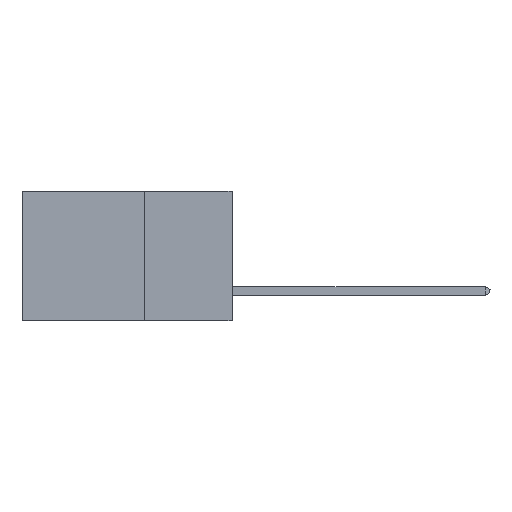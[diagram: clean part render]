
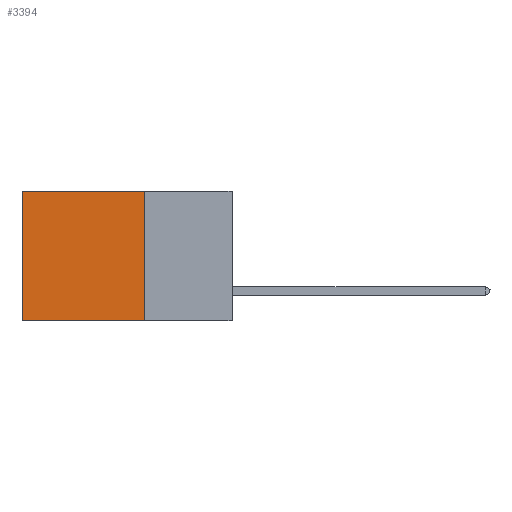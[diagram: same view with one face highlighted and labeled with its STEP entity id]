
A CAD part, left-side view. The second image highlights one B-rep face of the part: STEP entity #3394.
In plain terms, the highlighted planar face has unit normal (-1, 0, 0).
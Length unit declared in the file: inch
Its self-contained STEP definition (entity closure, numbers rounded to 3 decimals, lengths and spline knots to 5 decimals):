
#532 = LINE ( 'NONE', #10048, #6274 ) ;
#576 = VERTEX_POINT ( 'NONE', #7438 ) ;
#656 = CARTESIAN_POINT ( 'NONE',  ( 0.2875, 0.6, 0. ) ) ;
#1013 = DIRECTION ( 'NONE',  ( 1., 0., 0. ) ) ;
#1763 = LINE ( 'NONE', #13441, #7720 ) ;
#2932 = EDGE_LOOP ( 'NONE', ( #9104, #8969, #5941, #9977 ) ) ;
#3394 = ADVANCED_FACE ( 'NONE', ( #4998 ), #15221, .F. ) ;
#3777 = EDGE_CURVE ( 'NONE', #576, #12699, #532, .T. ) ;
#3966 = VECTOR ( 'NONE', #9320, 39.37008 ) ;
#4879 = EDGE_CURVE ( 'NONE', #6275, #5373, #1763, .T. ) ;
#4998 = FACE_OUTER_BOUND ( 'NONE', #2932, .T. ) ;
#5373 = VERTEX_POINT ( 'NONE', #7163 ) ;
#5585 = CARTESIAN_POINT ( 'NONE',  ( 0.2875, 0.25, -0.37 ) ) ;
#5731 = CARTESIAN_POINT ( 'NONE',  ( 0.2875, 0.25, 0. ) ) ;
#5941 = ORIENTED_EDGE ( 'NONE', *, *, #3777, .F. ) ;
#5973 = LINE ( 'NONE', #5585, #8740 ) ;
#6274 = VECTOR ( 'NONE', #10158, 39.37008 ) ;
#6275 = VERTEX_POINT ( 'NONE', #656 ) ;
#6766 = DIRECTION ( 'NONE',  ( 0., 1., 0. ) ) ;
#7163 = CARTESIAN_POINT ( 'NONE',  ( 0.2875, 0.6, -0.37 ) ) ;
#7438 = CARTESIAN_POINT ( 'NONE',  ( 0.2875, 0.25, 0. ) ) ;
#7720 = VECTOR ( 'NONE', #13487, 39.37008 ) ;
#8238 = CARTESIAN_POINT ( 'NONE',  ( 0.2875, 0.25, 0. ) ) ;
#8388 = AXIS2_PLACEMENT_3D ( 'NONE', #5731, #1013, #11784 ) ;
#8431 = CARTESIAN_POINT ( 'NONE',  ( 0.2875, 0.25, -0.37 ) ) ;
#8740 = VECTOR ( 'NONE', #6766, 39.37008 ) ;
#8969 = ORIENTED_EDGE ( 'NONE', *, *, #14942, .F. ) ;
#9104 = ORIENTED_EDGE ( 'NONE', *, *, #4879, .T. ) ;
#9320 = DIRECTION ( 'NONE',  ( 0., 1., 0. ) ) ;
#9753 = EDGE_CURVE ( 'NONE', #576, #6275, #11035, .T. ) ;
#9977 = ORIENTED_EDGE ( 'NONE', *, *, #9753, .T. ) ;
#10048 = CARTESIAN_POINT ( 'NONE',  ( 0.2875, 0.25, 0. ) ) ;
#10158 = DIRECTION ( 'NONE',  ( 0., 0., -1. ) ) ;
#11035 = LINE ( 'NONE', #8238, #3966 ) ;
#11784 = DIRECTION ( 'NONE',  ( 0., 0., -1. ) ) ;
#12699 = VERTEX_POINT ( 'NONE', #8431 ) ;
#13441 = CARTESIAN_POINT ( 'NONE',  ( 0.2875, 0.6, 0. ) ) ;
#13487 = DIRECTION ( 'NONE',  ( 0., 0., -1. ) ) ;
#14942 = EDGE_CURVE ( 'NONE', #12699, #5373, #5973, .T. ) ;
#15221 = PLANE ( 'NONE',  #8388 ) ;
